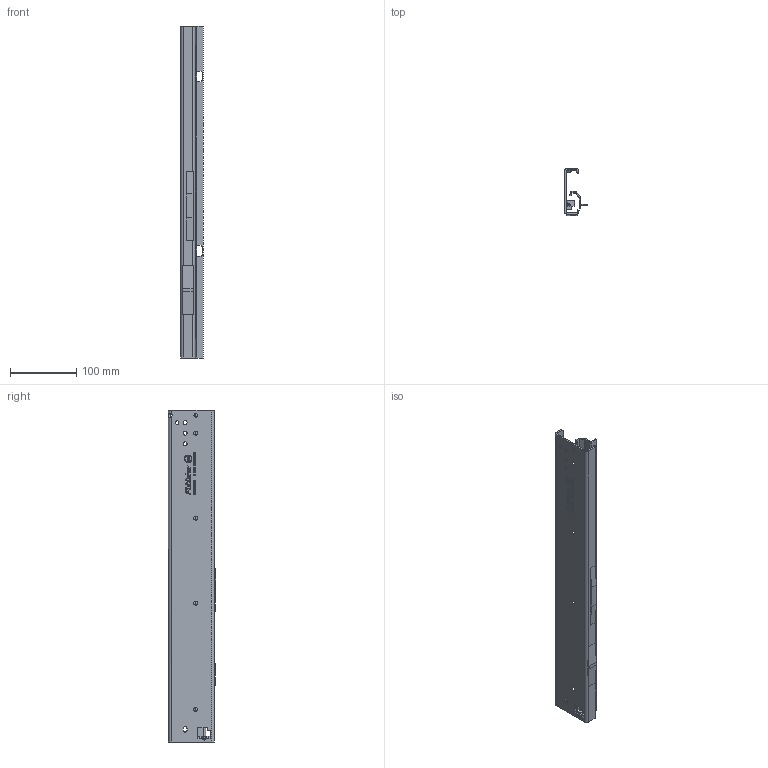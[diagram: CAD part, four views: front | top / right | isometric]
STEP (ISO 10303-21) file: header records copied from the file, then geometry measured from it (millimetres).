
FILE_DESCRIPTION (( 'STEP AP214' ), '1' );
FILE_NAME ('FR_7100_SCC_US.0500mm_20inch_closed_left.STEP', '2022-11-18T06:38:32', ( '' ), ( '' ), 'SwSTEP 2.0', 'SolidWorks 2020', '' );
FILE_SCHEMA (( 'AUTOMOTIVE_DESIGN' ));
Length unit declared in the file: millimetre
Products named in the file (5): CS# 7100.XXX-03.S097_NL 500; CS# 7100.XXX-01.0000_NL 500; FR_7100_SCC_US.0500mm_20inch_closed_left
Assembly tree (4 placements, depth 3):
  FR_7100_SCC_US.0500mm_20inch_closed_left
    CS# 7100.XXX-01.0000_NL 500
      CS# 7100.XXX-01.0000_NL 500
    CS# 7100.XXX-03.S097_NL 500
      CS# 7100.XXX-03.S097_NL 500
Bounding box: 34.55 x 70.8 x 500 mm (x, y, z)
Volume: 178228.4 mm3; surface area: 159064.7 mm2
Topology: 2 solids, 2 shells, 928 faces, 2478 edges, 1590 vertices
Faces by surface type: plane 533, bspline 173, cylinder 139, cone 81, sphere 2
Entity records: 48073 total; most frequent: CARTESIAN_POINT 20094, ORIENTED_EDGE 4944, DIRECTION 3793, EDGE_CURVE 2472, VERTEX_POINT 1590, LINE 1503, VECTOR 1503, AXIS2_PLACEMENT_3D 1145
